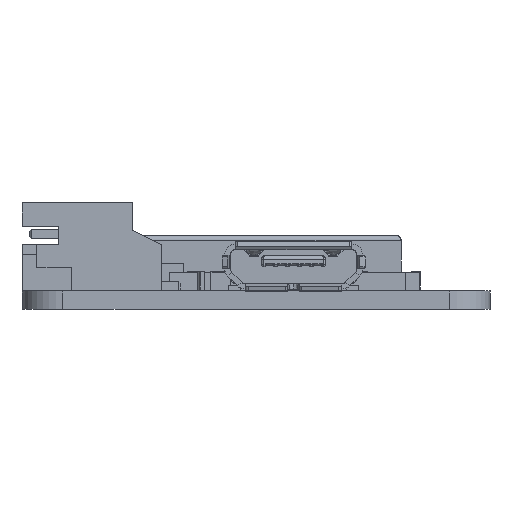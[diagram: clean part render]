
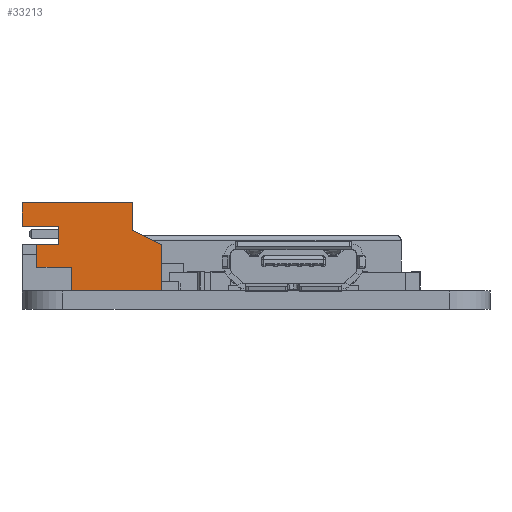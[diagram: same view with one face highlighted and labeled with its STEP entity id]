
A CAD part, left-side view. The second image highlights one B-rep face of the part: STEP entity #33213.
In plain terms, the highlighted face is planar.
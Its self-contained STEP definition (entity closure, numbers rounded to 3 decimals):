
#2498=FACE_OUTER_BOUND('',#4234,.T.);
#4234=EDGE_LOOP('',(#29114,#29115,#29116,#29117,#29118,#29119,#29120,#29121,
#29122,#29123,#29124,#29125));
#8149=LINE('',#53205,#12320);
#8157=LINE('',#53222,#12328);
#8163=LINE('',#53232,#12334);
#8178=LINE('',#53263,#12349);
#8257=LINE('',#53416,#12428);
#8291=LINE('',#53484,#12462);
#8294=LINE('',#53490,#12465);
#8296=LINE('',#53494,#12467);
#8298=LINE('',#53497,#12469);
#8321=LINE('',#53543,#12492);
#8325=LINE('',#53550,#12496);
#8328=LINE('',#53555,#12499);
#12320=VECTOR('',#42935,10.);
#12328=VECTOR('',#42947,10.);
#12334=VECTOR('',#42955,10.);
#12349=VECTOR('',#42978,10.);
#12428=VECTOR('',#43091,10.);
#12462=VECTOR('',#43141,10.);
#12465=VECTOR('',#43148,10.);
#12467=VECTOR('',#43152,10.);
#12469=VECTOR('',#43156,10.);
#12492=VECTOR('',#43195,10.);
#12496=VECTOR('',#43201,10.);
#12499=VECTOR('',#43208,10.);
#15442=VERTEX_POINT('',#53202);
#15443=VERTEX_POINT('',#53204);
#15448=VERTEX_POINT('',#53218);
#15450=VERTEX_POINT('',#53221);
#15465=VERTEX_POINT('',#53262);
#15522=VERTEX_POINT('',#53415);
#15547=VERTEX_POINT('',#53481);
#15548=VERTEX_POINT('',#53483);
#15549=VERTEX_POINT('',#53489);
#15550=VERTEX_POINT('',#53493);
#15564=VERTEX_POINT('',#53541);
#15565=VERTEX_POINT('',#53542);
#19928=EDGE_CURVE('',#15443,#15442,#8149,.T.);
#19936=EDGE_CURVE('',#15450,#15448,#8157,.T.);
#19942=EDGE_CURVE('',#15442,#15450,#8163,.T.);
#19957=EDGE_CURVE('',#15465,#15443,#8178,.T.);
#20036=EDGE_CURVE('',#15522,#15465,#8257,.T.);
#20070=EDGE_CURVE('',#15548,#15547,#8291,.T.);
#20073=EDGE_CURVE('',#15549,#15548,#8294,.T.);
#20075=EDGE_CURVE('',#15550,#15549,#8296,.T.);
#20077=EDGE_CURVE('',#15448,#15550,#8298,.T.);
#20100=EDGE_CURVE('',#15564,#15565,#8321,.T.);
#20104=EDGE_CURVE('',#15565,#15547,#8325,.T.);
#20107=EDGE_CURVE('',#15564,#15522,#8328,.T.);
#29114=ORIENTED_EDGE('',*,*,#19936,.T.);
#29115=ORIENTED_EDGE('',*,*,#20077,.T.);
#29116=ORIENTED_EDGE('',*,*,#20075,.T.);
#29117=ORIENTED_EDGE('',*,*,#20073,.T.);
#29118=ORIENTED_EDGE('',*,*,#20070,.T.);
#29119=ORIENTED_EDGE('',*,*,#20104,.F.);
#29120=ORIENTED_EDGE('',*,*,#20100,.F.);
#29121=ORIENTED_EDGE('',*,*,#20107,.T.);
#29122=ORIENTED_EDGE('',*,*,#20036,.T.);
#29123=ORIENTED_EDGE('',*,*,#19957,.T.);
#29124=ORIENTED_EDGE('',*,*,#19928,.T.);
#29125=ORIENTED_EDGE('',*,*,#19942,.T.);
#31253=PLANE('',#35323);
#33213=ADVANCED_FACE('',(#2498),#31253,.T.);
#35323=AXIS2_PLACEMENT_3D('',#53612,#43274,#43275);
#42935=DIRECTION('',(0.,1.,0.));
#42947=DIRECTION('',(0.,-1.,0.));
#42955=DIRECTION('',(0.,0.,-1.));
#42978=DIRECTION('',(0.,0.,-1.));
#43091=DIRECTION('',(0.,-1.,0.));
#43141=DIRECTION('',(0.,1.,0.));
#43148=DIRECTION('',(0.,0.,-1.));
#43152=DIRECTION('',(0.,1.,0.));
#43156=DIRECTION('',(0.,0.,-1.));
#43195=DIRECTION('',(0.,0.894,-0.447));
#43201=DIRECTION('',(0.,0.,-1.));
#43208=DIRECTION('',(0.,0.,1.));
#43274=DIRECTION('center_axis',(1.,0.,0.));
#43275=DIRECTION('ref_axis',(0.,1.,0.));
#53202=CARTESIAN_POINT('',(3.95,-5.6,-4.1));
#53204=CARTESIAN_POINT('',(3.95,-7.6,-4.1));
#53205=CARTESIAN_POINT('',(3.95,-6.1,-4.1));
#53218=CARTESIAN_POINT('',(3.95,-6.8,-5.1));
#53221=CARTESIAN_POINT('',(3.95,-5.6,-5.1));
#53222=CARTESIAN_POINT('',(3.95,-5.1,-5.1));
#53232=CARTESIAN_POINT('',(3.95,-5.6,-4.65));
#53262=CARTESIAN_POINT('',(3.95,-7.6,-2.8));
#53263=CARTESIAN_POINT('',(3.95,-7.6,-7.6));
#53415=CARTESIAN_POINT('',(3.95,-1.6,-2.8));
#53416=CARTESIAN_POINT('',(3.95,-7.6,-2.8));
#53481=CARTESIAN_POINT('',(3.95,0.,-7.6));
#53483=CARTESIAN_POINT('',(3.95,-4.9,-7.6));
#53484=CARTESIAN_POINT('',(3.95,0.,-7.6));
#53489=CARTESIAN_POINT('',(3.95,-4.9,-6.3));
#53490=CARTESIAN_POINT('',(3.95,-4.9,-5.75));
#53493=CARTESIAN_POINT('',(3.95,-6.8,-6.3));
#53494=CARTESIAN_POINT('',(3.95,-5.7,-6.3));
#53497=CARTESIAN_POINT('',(3.95,-6.8,-5.15));
#53541=CARTESIAN_POINT('',(3.95,-1.6,-4.3));
#53542=CARTESIAN_POINT('',(3.95,0.,-5.1));
#53543=CARTESIAN_POINT('',(3.95,-1.6,-4.3));
#53550=CARTESIAN_POINT('',(3.95,0.,-5.1));
#53555=CARTESIAN_POINT('',(3.95,-1.6,-2.8));
#53612=CARTESIAN_POINT('Origin',(3.95,-4.6,-5.2));
